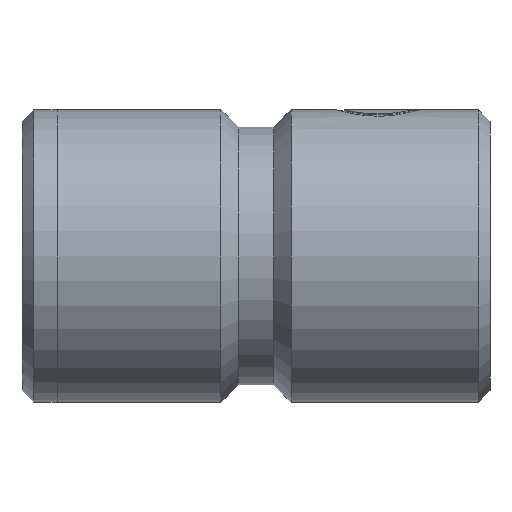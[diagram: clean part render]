
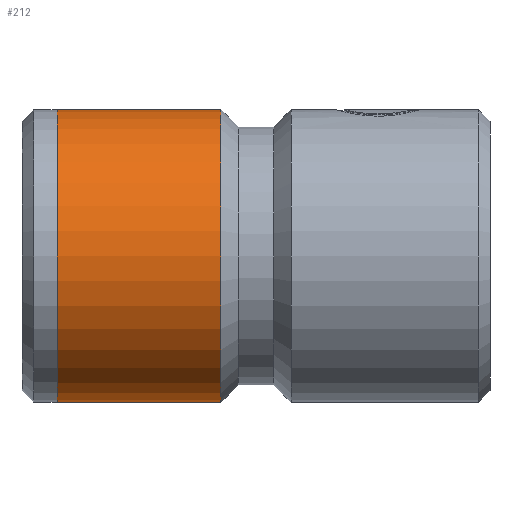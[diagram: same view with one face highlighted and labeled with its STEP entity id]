
A CAD part, left-side view. The second image highlights one B-rep face of the part: STEP entity #212.
In plain terms, the highlighted cylindrical face has radius 12.5 mm (diameter 25 mm), a partial arc.
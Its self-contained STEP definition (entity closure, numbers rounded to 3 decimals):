
#46 = AXIS2_PLACEMENT_3D ( 'NONE', #244, #1160, #358 ) ;
#73 = CARTESIAN_POINT ( 'NONE',  ( 0., 37., -12.5 ) ) ;
#96 = CARTESIAN_POINT ( 'NONE',  ( 0., 23., 0. ) ) ;
#101 = LINE ( 'NONE', #659, #1004 ) ;
#129 = ORIENTED_EDGE ( 'NONE', *, *, #716, .T. ) ;
#136 = CARTESIAN_POINT ( 'NONE',  ( 0., 37., 12.5 ) ) ;
#153 = DIRECTION ( 'NONE',  ( 0., 0., -1. ) ) ;
#177 = DIRECTION ( 'NONE',  ( 0., -1., 0. ) ) ;
#206 = EDGE_CURVE ( 'NONE', #497, #1122, #1322, .T. ) ;
#212 = ADVANCED_FACE ( 'NONE', ( #617 ), #495, .T. ) ;
#215 = VECTOR ( 'NONE', #544, 1000. ) ;
#244 = CARTESIAN_POINT ( 'NONE',  ( 0., 37., 0. ) ) ;
#289 = VERTEX_POINT ( 'NONE', #1240 ) ;
#343 = CIRCLE ( 'NONE', #840, 12.5 ) ;
#358 = DIRECTION ( 'NONE',  ( 0., 0., -1. ) ) ;
#462 = VERTEX_POINT ( 'NONE', #73 ) ;
#495 = CYLINDRICAL_SURFACE ( 'NONE', #548, 12.5 ) ;
#497 = VERTEX_POINT ( 'NONE', #136 ) ;
#525 = DIRECTION ( 'NONE',  ( 0., -1., 0. ) ) ;
#544 = DIRECTION ( 'NONE',  ( 0., -1., 0. ) ) ;
#548 = AXIS2_PLACEMENT_3D ( 'NONE', #808, #177, #1073 ) ;
#617 = FACE_OUTER_BOUND ( 'NONE', #1538, .T. ) ;
#659 = CARTESIAN_POINT ( 'NONE',  ( 0., 0., -12.5 ) ) ;
#686 = EDGE_CURVE ( 'NONE', #1122, #289, #343, .T. ) ;
#716 = EDGE_CURVE ( 'NONE', #462, #289, #101, .T. ) ;
#722 = CIRCLE ( 'NONE', #46, 12.5 ) ;
#749 = ORIENTED_EDGE ( 'NONE', *, *, #686, .F. ) ;
#808 = CARTESIAN_POINT ( 'NONE',  ( 0., 0., 0. ) ) ;
#840 = AXIS2_PLACEMENT_3D ( 'NONE', #96, #917, #153 ) ;
#904 = ORIENTED_EDGE ( 'NONE', *, *, #206, .F. ) ;
#917 = DIRECTION ( 'NONE',  ( 0., -1., 0. ) ) ;
#940 = ORIENTED_EDGE ( 'NONE', *, *, #1589, .T. ) ;
#1004 = VECTOR ( 'NONE', #525, 1000. ) ;
#1073 = DIRECTION ( 'NONE',  ( 0., 0., -1. ) ) ;
#1122 = VERTEX_POINT ( 'NONE', #1234 ) ;
#1160 = DIRECTION ( 'NONE',  ( 0., -1., 0. ) ) ;
#1234 = CARTESIAN_POINT ( 'NONE',  ( 0., 23., 12.5 ) ) ;
#1240 = CARTESIAN_POINT ( 'NONE',  ( 0., 23., -12.5 ) ) ;
#1322 = LINE ( 'NONE', #1466, #215 ) ;
#1466 = CARTESIAN_POINT ( 'NONE',  ( 0., 0., 12.5 ) ) ;
#1538 = EDGE_LOOP ( 'NONE', ( #904, #940, #129, #749 ) ) ;
#1589 = EDGE_CURVE ( 'NONE', #497, #462, #722, .T. ) ;
